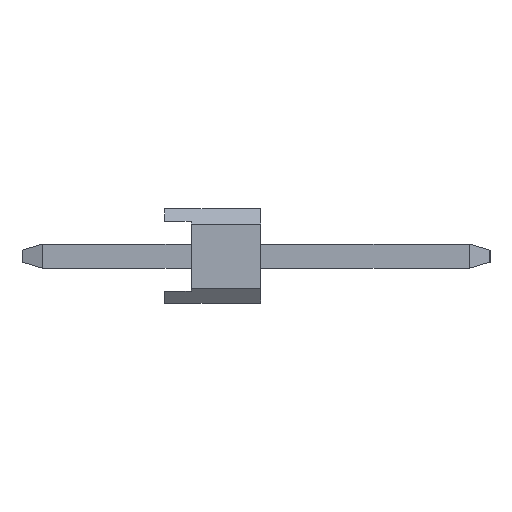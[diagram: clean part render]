
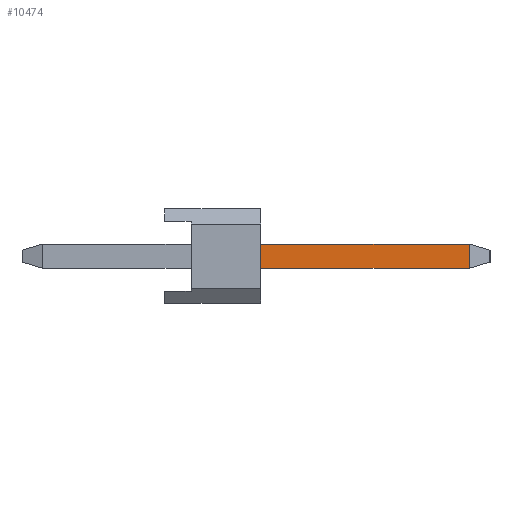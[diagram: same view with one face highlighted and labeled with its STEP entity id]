
A CAD part, left-side view. The second image highlights one B-rep face of the part: STEP entity #10474.
In plain terms, the highlighted planar face has unit normal (-1, 0, 0).
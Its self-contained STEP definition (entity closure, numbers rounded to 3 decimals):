
#5754=EDGE_CURVE('',#13672,#14300,#16305,.T.);
#8180=VERTEX_POINT('',#18965);
#9824=EDGE_CURVE('',#10204,#13672,#20805,.T.);
#10204=VERTEX_POINT('',#21215);
#10474=ADVANCED_FACE('',(#21509),#21510,.T.);
#12040=EDGE_CURVE('',#8180,#10204,#23236,.T.);
#13672=VERTEX_POINT('',#25031);
#14300=VERTEX_POINT('',#25729);
#15486=EDGE_CURVE('',#14300,#8180,#27025,.T.);
#16305=LINE('',#28123,#28124);
#18965=CARTESIAN_POINT('',(-42.23,-2.54,0.32));
#20805=LINE('',#34611,#34612);
#21215=CARTESIAN_POINT('',(-42.23,-8.074,0.32));
#21509=FACE_OUTER_BOUND('',#35620,.T.);
#21510=PLANE('',#35621);
#23236=LINE('',#38124,#38125);
#25031=CARTESIAN_POINT('',(-42.23,-8.074,-0.32));
#25729=CARTESIAN_POINT('',(-42.23,-2.54,-0.32));
#27025=LINE('',#43619,#43620);
#28123=CARTESIAN_POINT('',(-42.23,3.234,-0.32));
#28124=VECTOR('',#44891,1.0);
#34611=CARTESIAN_POINT('',(-42.23,-8.074,0.5));
#34612=VECTOR('',#49559,1.0);
#35620=EDGE_LOOP('',(#50157,#50158,#50159,#50160));
#35621=AXIS2_PLACEMENT_3D('',#50161,#50162,#50163);
#38124=CARTESIAN_POINT('',(-42.23,-2.42,0.32));
#38125=VECTOR('',#51876,1.0);
#43619=CARTESIAN_POINT('',(-42.23,-2.54,0.252));
#43620=VECTOR('',#55571,1.0);
#44891=DIRECTION('',(0.,1.0,0.));
#49559=DIRECTION('',(0.0,0.,-1.0));
#50157=ORIENTED_EDGE('',*,*,#15486,.F.);
#50158=ORIENTED_EDGE('',*,*,#5754,.F.);
#50159=ORIENTED_EDGE('',*,*,#9824,.F.);
#50160=ORIENTED_EDGE('',*,*,#12040,.F.);
#50161=CARTESIAN_POINT('',(-42.23,3.234,0.5));
#50162=DIRECTION('',(-1.0,0.,0.));
#50163=DIRECTION('',(0.,1.0,0.));
#51876=DIRECTION('',(0.,-1.0,0.));
#55571=DIRECTION('',(0.,0.,1.0));
